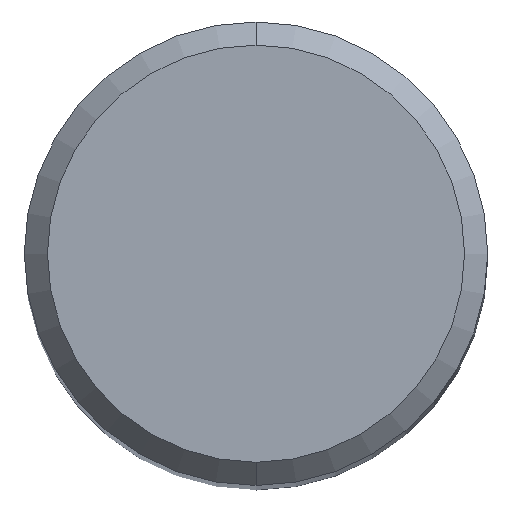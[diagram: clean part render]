
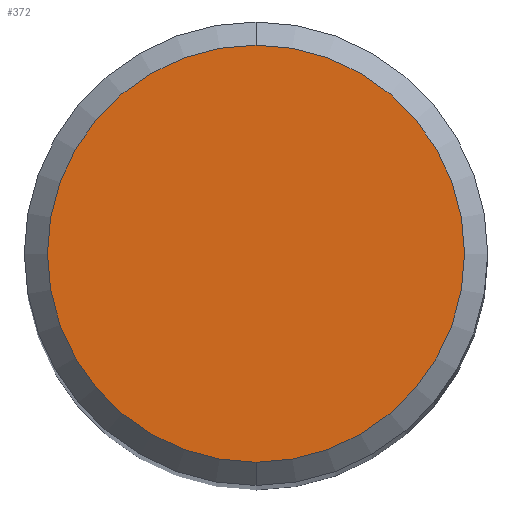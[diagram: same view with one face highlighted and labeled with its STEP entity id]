
A CAD part, top view. The second image highlights one B-rep face of the part: STEP entity #372.
In plain terms, the highlighted planar face has unit normal (0, 0, 1).
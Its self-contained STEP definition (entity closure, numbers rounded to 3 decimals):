
#282=VERTEX_POINT('',#584);
#308=EDGE_CURVE('',#282,#384,#613,.T.);
#372=ADVANCED_FACE('',(#682),#683,.T.);
#384=VERTEX_POINT('',#696);
#386=EDGE_CURVE('',#384,#282,#698,.T.);
#584=CARTESIAN_POINT('',(0.0,3.6,0.0));
#613=CIRCLE('',#1117,3.6);
#682=FACE_OUTER_BOUND('',#1268,.T.);
#683=PLANE('',#1269);
#696=CARTESIAN_POINT('',(0.,-3.6,0.0));
#698=CIRCLE('',#1288,3.6);
#1117=AXIS2_PLACEMENT_3D('',#1548,#1549,#1550);
#1268=EDGE_LOOP('',(#1622,#1623));
#1269=AXIS2_PLACEMENT_3D('',#1624,#1625,#1626);
#1288=AXIS2_PLACEMENT_3D('',#1644,#1645,#1646);
#1548=CARTESIAN_POINT('',(0.0,0.0,0.0));
#1549=DIRECTION('',(0.0,0.0,-1.0));
#1550=DIRECTION('',(0.0,1.0,0.0));
#1622=ORIENTED_EDGE('',*,*,#308,.F.);
#1623=ORIENTED_EDGE('',*,*,#386,.F.);
#1624=CARTESIAN_POINT('',(0.0,1.8,0.0));
#1625=DIRECTION('',(-0.0,0.0,1.0));
#1626=DIRECTION('',(0.0,-1.0,0.0));
#1644=CARTESIAN_POINT('',(0.0,0.0,0.0));
#1645=DIRECTION('',(0.0,0.0,-1.0));
#1646=DIRECTION('',(0.0,1.0,0.0));
